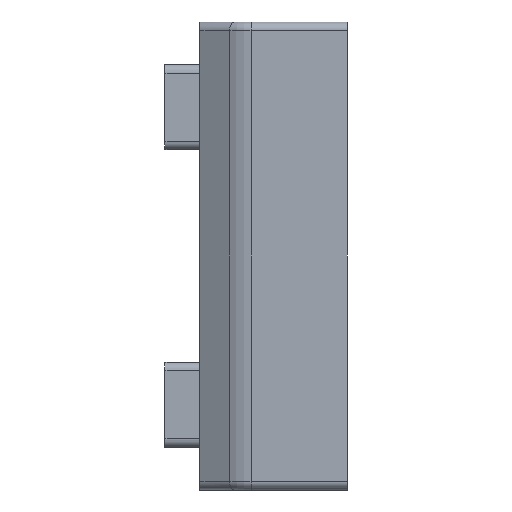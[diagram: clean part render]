
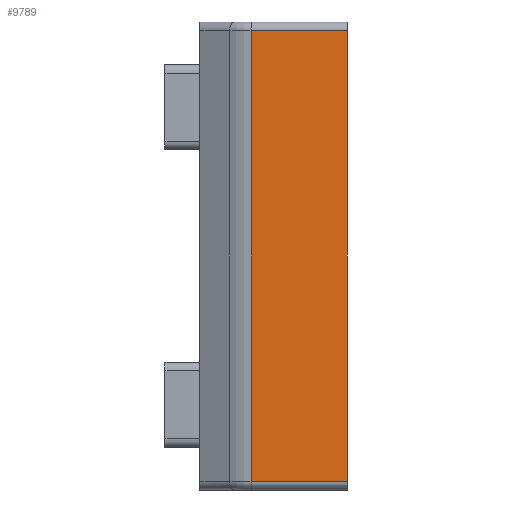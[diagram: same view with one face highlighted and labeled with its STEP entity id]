
A CAD part, front view. The second image highlights one B-rep face of the part: STEP entity #9789.
In plain terms, the highlighted planar face has unit normal (0, -1, 0).
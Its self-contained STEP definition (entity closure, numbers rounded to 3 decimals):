
#2224=DIRECTION('',(-1.,0.,0.));
#2225=VECTOR('',#2224,11.283);
#2226=CARTESIAN_POINT('',(0.,0.,1.));
#2227=LINE('',#2226,#2225);
#2278=DIRECTION('',(0.,0.,1.));
#2279=VECTOR('',#2278,53.);
#2280=CARTESIAN_POINT('',(-11.283,0.,1.));
#2281=LINE('',#2280,#2279);
#2588=DIRECTION('',(1.,0.,0.));
#2589=VECTOR('',#2588,11.283);
#2590=CARTESIAN_POINT('',(-11.283,0.,54.));
#2591=LINE('',#2590,#2589);
#2602=DIRECTION('',(0.,0.,1.));
#2603=VECTOR('',#2602,53.);
#2604=CARTESIAN_POINT('',(0.,0.,1.));
#2605=LINE('',#2604,#2603);
#7529=CARTESIAN_POINT('',(0.,0.,1.));
#7531=VERTEX_POINT('',#7529);
#7603=CARTESIAN_POINT('',(0.,0.,54.));
#7604=VERTEX_POINT('',#7603);
#7628=CARTESIAN_POINT('',(-11.283,0.,54.));
#7629=VERTEX_POINT('',#7628);
#7664=CARTESIAN_POINT('',(-11.283,0.,1.));
#7665=VERTEX_POINT('',#7664);
#9778=CARTESIAN_POINT('',(-11.283,0.,0.));
#9779=DIRECTION('',(0.,-1.,0.));
#9780=DIRECTION('',(1.,0.,0.));
#9781=AXIS2_PLACEMENT_3D('',#9778,#9779,#9780);
#9782=PLANE('',#9781);
#9783=ORIENTED_EDGE('',*,*,#9523,.T.);
#9784=ORIENTED_EDGE('',*,*,#9554,.T.);
#9785=ORIENTED_EDGE('',*,*,#9767,.T.);
#9786=ORIENTED_EDGE('',*,*,#9252,.F.);
#9787=EDGE_LOOP('',(#9783,#9784,#9785,#9786));
#9788=FACE_OUTER_BOUND('',#9787,.F.);
#9252=EDGE_CURVE('',#7531,#7604,#2605,.T.);
#9523=EDGE_CURVE('',#7531,#7665,#2227,.T.);
#9554=EDGE_CURVE('',#7665,#7629,#2281,.T.);
#9767=EDGE_CURVE('',#7629,#7604,#2591,.T.);
#9789=ADVANCED_FACE('',(#9788),#9782,.T.);
